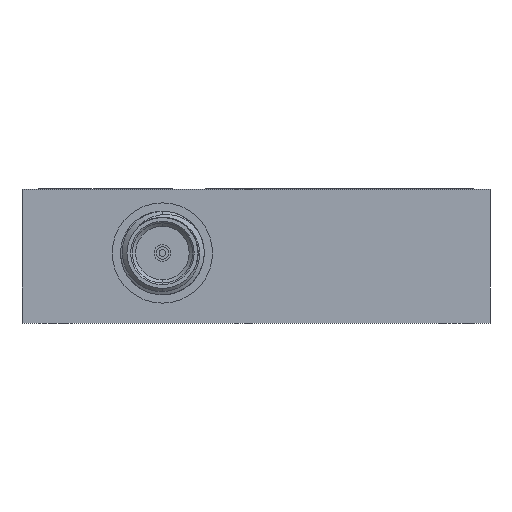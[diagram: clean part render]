
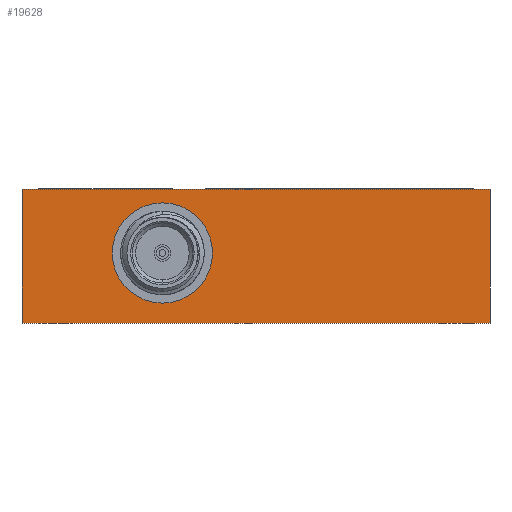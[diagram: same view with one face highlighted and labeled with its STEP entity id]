
A CAD part, left-side view. The second image highlights one B-rep face of the part: STEP entity #19628.
In plain terms, the highlighted planar face has unit normal (-1, 0, 0).
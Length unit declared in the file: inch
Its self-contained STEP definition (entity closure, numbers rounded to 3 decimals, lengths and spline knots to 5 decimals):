
#587 = VECTOR ( 'NONE', #1305, 39.37008 ) ;
#1305 = DIRECTION ( 'NONE',  ( 0., 0., -1. ) ) ;
#2085 = CARTESIAN_POINT ( 'NONE',  ( -0.695, -0.7, 0.2 ) ) ;
#2283 = DIRECTION ( 'NONE',  ( 0., -1., 0. ) ) ;
#2347 = VECTOR ( 'NONE', #14407, 39.37008 ) ;
#2670 = AXIS2_PLACEMENT_3D ( 'NONE', #17902, #13431, #13352 ) ;
#2768 = DIRECTION ( 'NONE',  ( -1., 0., 0. ) ) ;
#3297 = CIRCLE ( 'NONE', #2670, 0.15 ) ;
#3847 = ORIENTED_EDGE ( 'NONE', *, *, #26973, .F. ) ;
#3946 = LINE ( 'NONE', #13867, #587 ) ;
#5512 = EDGE_CURVE ( 'NONE', #21148, #23708, #8019, .T. ) ;
#6456 = AXIS2_PLACEMENT_3D ( 'NONE', #9870, #9972, #18396 ) ;
#6742 = EDGE_LOOP ( 'NONE', ( #17563, #25080, #9247, #22607 ) ) ;
#7836 = VECTOR ( 'NONE', #2283, 39.37008 ) ;
#8019 = LINE ( 'NONE', #12618, #2347 ) ;
#8398 = EDGE_LOOP ( 'NONE', ( #23901, #3847 ) ) ;
#9097 = DIRECTION ( 'NONE',  ( 0., 0., -1. ) ) ;
#9247 = ORIENTED_EDGE ( 'NONE', *, *, #24856, .F. ) ;
#9870 = CARTESIAN_POINT ( 'NONE',  ( -0.695, -0.7, 0.2 ) ) ;
#9972 = DIRECTION ( 'NONE',  ( 1., 0., 0. ) ) ;
#11565 = CARTESIAN_POINT ( 'NONE',  ( -0.695, 0.28, 0.01 ) ) ;
#12058 = CARTESIAN_POINT ( 'NONE',  ( -0.695, 0.7, 0.2 ) ) ;
#12216 = LINE ( 'NONE', #21012, #7836 ) ;
#12618 = CARTESIAN_POINT ( 'NONE',  ( -0.695, -0.7, -0.2 ) ) ;
#13228 = EDGE_CURVE ( 'NONE', #13469, #23708, #15507, .T. ) ;
#13352 = DIRECTION ( 'NONE',  ( 0., 0., 1. ) ) ;
#13431 = DIRECTION ( 'NONE',  ( -1., 0., 0. ) ) ;
#13469 = VERTEX_POINT ( 'NONE', #2085 ) ;
#13727 = DIRECTION ( 'NONE',  ( 0., 0., 1. ) ) ;
#13867 = CARTESIAN_POINT ( 'NONE',  ( -0.695, 0.7, 0.2 ) ) ;
#14036 = VERTEX_POINT ( 'NONE', #27670 ) ;
#14407 = DIRECTION ( 'NONE',  ( 0., -1., 0. ) ) ;
#15507 = LINE ( 'NONE', #26307, #16887 ) ;
#16073 = FACE_OUTER_BOUND ( 'NONE', #6742, .T. ) ;
#16887 = VECTOR ( 'NONE', #9097, 39.37008 ) ;
#16946 = EDGE_CURVE ( 'NONE', #21202, #21148, #3946, .T. ) ;
#17558 = CIRCLE ( 'NONE', #20001, 0.15 ) ;
#17563 = ORIENTED_EDGE ( 'NONE', *, *, #5512, .T. ) ;
#17819 = VERTEX_POINT ( 'NONE', #21107 ) ;
#17902 = CARTESIAN_POINT ( 'NONE',  ( -0.695, 0.28, 0.01 ) ) ;
#18396 = DIRECTION ( 'NONE',  ( 0., 0., -1. ) ) ;
#19628 = ADVANCED_FACE ( 'NONE', ( #26244, #16073 ), #20567, .F. ) ;
#19970 = EDGE_CURVE ( 'NONE', #14036, #17819, #3297, .T. ) ;
#20001 = AXIS2_PLACEMENT_3D ( 'NONE', #11565, #2768, #13727 ) ;
#20567 = PLANE ( 'NONE',  #6456 ) ;
#21012 = CARTESIAN_POINT ( 'NONE',  ( -0.695, -0.7, 0.2 ) ) ;
#21107 = CARTESIAN_POINT ( 'NONE',  ( -0.695, 0.28, -0.14 ) ) ;
#21148 = VERTEX_POINT ( 'NONE', #22473 ) ;
#21202 = VERTEX_POINT ( 'NONE', #12058 ) ;
#22473 = CARTESIAN_POINT ( 'NONE',  ( -0.695, 0.7, -0.2 ) ) ;
#22607 = ORIENTED_EDGE ( 'NONE', *, *, #16946, .T. ) ;
#23708 = VERTEX_POINT ( 'NONE', #25607 ) ;
#23901 = ORIENTED_EDGE ( 'NONE', *, *, #19970, .F. ) ;
#24856 = EDGE_CURVE ( 'NONE', #21202, #13469, #12216, .T. ) ;
#25080 = ORIENTED_EDGE ( 'NONE', *, *, #13228, .F. ) ;
#25607 = CARTESIAN_POINT ( 'NONE',  ( -0.695, -0.7, -0.2 ) ) ;
#26244 = FACE_BOUND ( 'NONE', #8398, .T. ) ;
#26307 = CARTESIAN_POINT ( 'NONE',  ( -0.695, -0.7, 0.2 ) ) ;
#26973 = EDGE_CURVE ( 'NONE', #17819, #14036, #17558, .T. ) ;
#27670 = CARTESIAN_POINT ( 'NONE',  ( -0.695, 0.28, 0.16 ) ) ;
